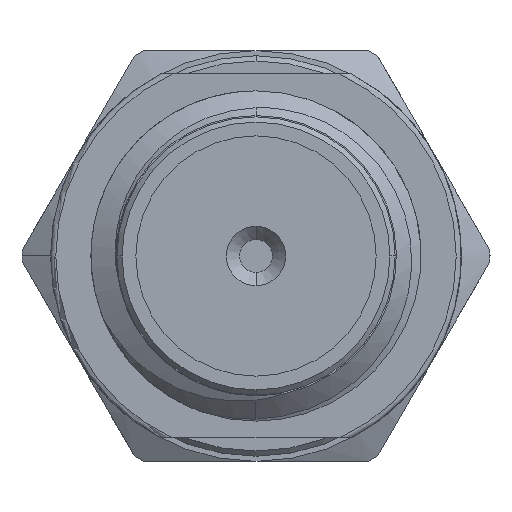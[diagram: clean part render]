
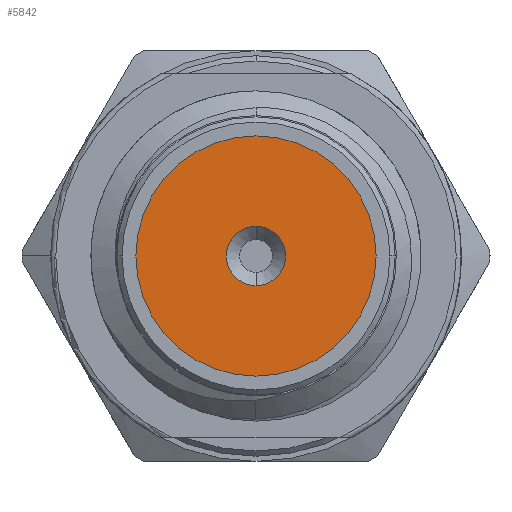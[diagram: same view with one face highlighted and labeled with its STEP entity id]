
A CAD part, left-side view. The second image highlights one B-rep face of the part: STEP entity #5842.
In plain terms, the highlighted planar face has unit normal (-1, 0, 0).
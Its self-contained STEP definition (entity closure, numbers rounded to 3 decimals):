
#58 = VERTEX_POINT ( 'NONE', #5031 ) ;
#239 = FACE_OUTER_BOUND ( 'NONE', #6227, .T. ) ;
#265 = AXIS2_PLACEMENT_3D ( 'NONE', #6507, #2730, #3613 ) ;
#288 = DIRECTION ( 'NONE',  ( 0., 0., 1. ) ) ;
#312 = EDGE_LOOP ( 'NONE', ( #5955, #4930 ) ) ;
#574 = AXIS2_PLACEMENT_3D ( 'NONE', #6148, #5110, #6242 ) ;
#671 = DIRECTION ( 'NONE',  ( 0., 0., 1. ) ) ;
#683 = CARTESIAN_POINT ( 'NONE',  ( 0.8, -2.31, 0. ) ) ;
#911 = DIRECTION ( 'NONE',  ( 1., 0., 0. ) ) ;
#976 = DIRECTION ( 'NONE',  ( -1., 0., 0. ) ) ;
#1264 = VERTEX_POINT ( 'NONE', #3053 ) ;
#1299 = FACE_BOUND ( 'NONE', #312, .T. ) ;
#1540 = VERTEX_POINT ( 'NONE', #683 ) ;
#1620 = DIRECTION ( 'NONE',  ( 0., 0., 1. ) ) ;
#1944 = CARTESIAN_POINT ( 'NONE',  ( 0.8, 0., 0. ) ) ;
#1980 = ORIENTED_EDGE ( 'NONE', *, *, #5142, .F. ) ;
#2497 = CIRCLE ( 'NONE', #574, 0.572 ) ;
#2730 = DIRECTION ( 'NONE',  ( 1., 0., 0. ) ) ;
#2863 = CIRCLE ( 'NONE', #5997, 0.572 ) ;
#3053 = CARTESIAN_POINT ( 'NONE',  ( 0.8, 2.31, 0. ) ) ;
#3286 = CARTESIAN_POINT ( 'NONE',  ( 0.8, 0., 0. ) ) ;
#3524 = CIRCLE ( 'NONE', #4088, 2.31 ) ;
#3613 = DIRECTION ( 'NONE',  ( 0., 0., 1. ) ) ;
#4021 = EDGE_CURVE ( 'NONE', #4829, #58, #2497, .T. ) ;
#4088 = AXIS2_PLACEMENT_3D ( 'NONE', #1944, #911, #288 ) ;
#4206 = CIRCLE ( 'NONE', #265, 2.31 ) ;
#4330 = EDGE_CURVE ( 'NONE', #58, #4829, #2863, .T. ) ;
#4543 = PLANE ( 'NONE',  #5780 ) ;
#4829 = VERTEX_POINT ( 'NONE', #5974 ) ;
#4930 = ORIENTED_EDGE ( 'NONE', *, *, #4330, .T. ) ;
#5031 = CARTESIAN_POINT ( 'NONE',  ( 0.8, 0., -0.572 ) ) ;
#5110 = DIRECTION ( 'NONE',  ( 1., 0., 0. ) ) ;
#5142 = EDGE_CURVE ( 'NONE', #1540, #1264, #4206, .T. ) ;
#5433 = DIRECTION ( 'NONE',  ( 1., 0., 0. ) ) ;
#5441 = EDGE_CURVE ( 'NONE', #1264, #1540, #3524, .T. ) ;
#5780 = AXIS2_PLACEMENT_3D ( 'NONE', #5830, #976, #1620 ) ;
#5830 = CARTESIAN_POINT ( 'NONE',  ( 0.8, 0., 0. ) ) ;
#5842 = ADVANCED_FACE ( 'NONE', ( #1299, #239 ), #4543, .T. ) ;
#5955 = ORIENTED_EDGE ( 'NONE', *, *, #4021, .T. ) ;
#5974 = CARTESIAN_POINT ( 'NONE',  ( 0.8, 0., 0.572 ) ) ;
#5997 = AXIS2_PLACEMENT_3D ( 'NONE', #3286, #5433, #671 ) ;
#6148 = CARTESIAN_POINT ( 'NONE',  ( 0.8, 0., 0. ) ) ;
#6227 = EDGE_LOOP ( 'NONE', ( #6266, #1980 ) ) ;
#6242 = DIRECTION ( 'NONE',  ( 0., 0., 1. ) ) ;
#6266 = ORIENTED_EDGE ( 'NONE', *, *, #5441, .F. ) ;
#6507 = CARTESIAN_POINT ( 'NONE',  ( 0.8, 0., 0. ) ) ;
